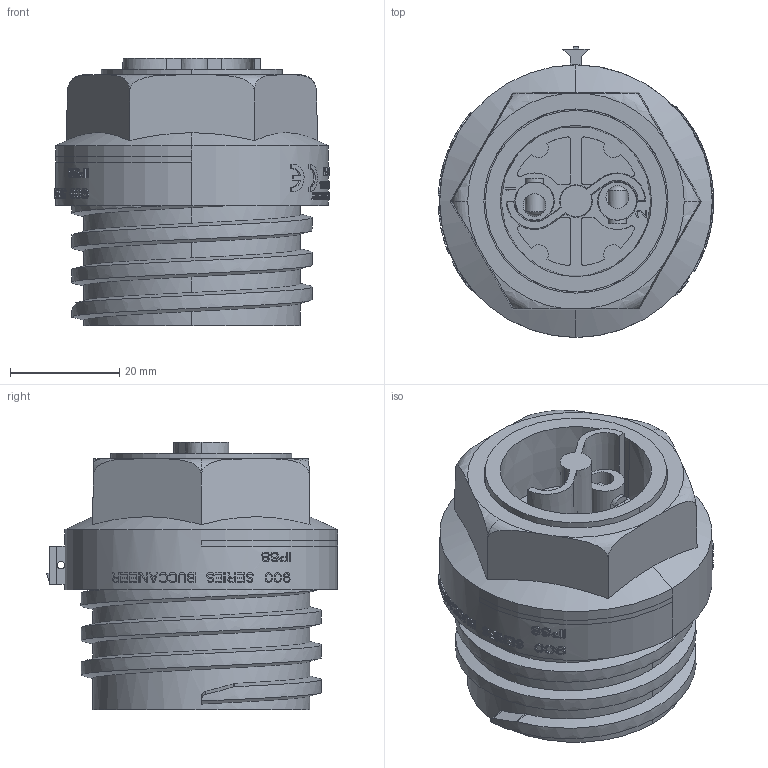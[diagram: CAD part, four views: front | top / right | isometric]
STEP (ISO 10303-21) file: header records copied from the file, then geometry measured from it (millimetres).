
FILE_DESCRIPTION(('STEP AP242'),'1');
FILE_NAME('px0931-02-p.stp','2023-03-22T14:33:03',('TraceParts'),('TraceParts S.A.'),'Spatial InterOp 3D',' ',' ');
FILE_SCHEMA(('AP242_MANAGED_MODEL_BASED_3D_ENGINEERING_MIM_LF {1 0 10303 442 1 1 4}'));
Length unit declared in the file: millimetre
Products named in the file (1): px0931-02-p
Bounding box: 50.48 x 53.4 x 49 mm (x, y, z)
Volume: 42672.5 mm3; surface area: 26267 mm2
Topology: 1 solids, 1 shells, 3089 faces, 8660 edges, 5751 vertices
Faces by surface type: plane 2745, cylinder 260, cone 45, torus 17, sphere 12, bspline 10
Entity records: 107573 total; most frequent: CARTESIAN_POINT 33108, ORIENTED_EDGE 17296, DIRECTION 12867, EDGE_CURVE 8648, VERTEX_POINT 5751, AXIS2_PLACEMENT_3D 4365, LINE 4137, VECTOR 4137
